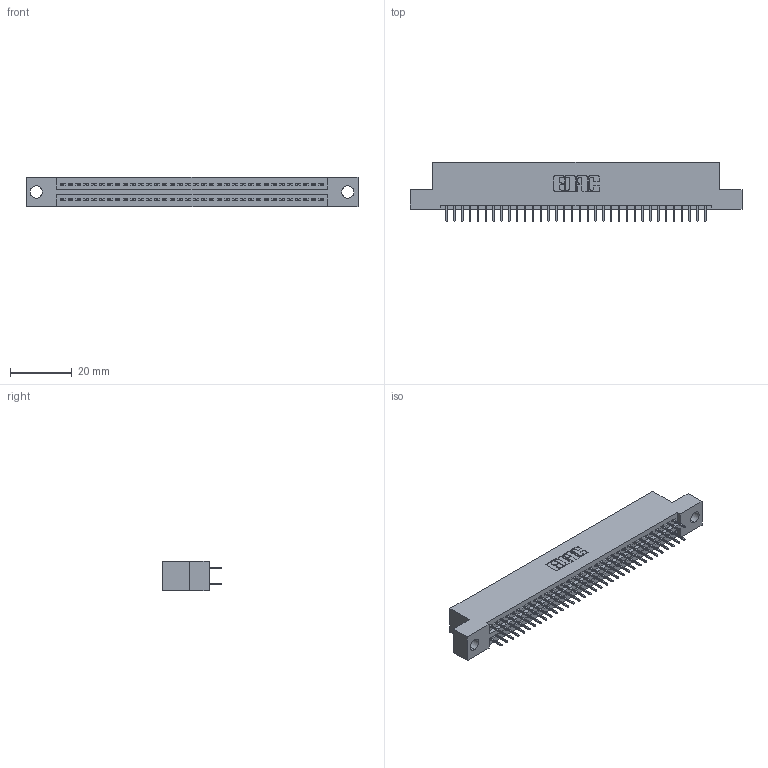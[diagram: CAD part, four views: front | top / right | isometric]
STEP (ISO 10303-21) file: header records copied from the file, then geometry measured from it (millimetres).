
FILE_DESCRIPTION (( 'STEP AP203' ), '1' );
FILE_NAME ('345-068-524-204.STEP', '2018-09-30T06:07:42', ( '' ), ( '' ), 'SwSTEP 2.0', 'SolidWorks 2016', '' );
FILE_SCHEMA (( 'CONFIG_CONTROL_DESIGN' ));
Length unit declared in the file: inch
Products named in the file (3): 345-292-001_345-293-124; 345 Part_Flush Mounting Lugs - 0.156 Dia-TH; 345-068-524-204
Assembly tree (69 placements, depth 2):
  345-068-524-204
    345 Part_Flush Mounting Lugs - 0.156 Dia-TH
    345-292-001_345-293-124  x68
Bounding box: 107.57 x 19.35 x 9.4 mm (x, y, z)
Volume: 10184.3 mm3; surface area: 14442.7 mm2
Topology: 69 solids, 69 shells, 3798 faces, 10745 edges, 6890 vertices
Faces by surface type: plane 2732, cylinder 1066
Entity records: 27831 total; most frequent: CARTESIAN_POINT 4672, ORIENTED_EDGE 4606, DIRECTION 4131, EDGE_CURVE 2303, VECTOR 2039, LINE 2039, VERTEX_POINT 1530, AXIS2_PLACEMENT_3D 1046
